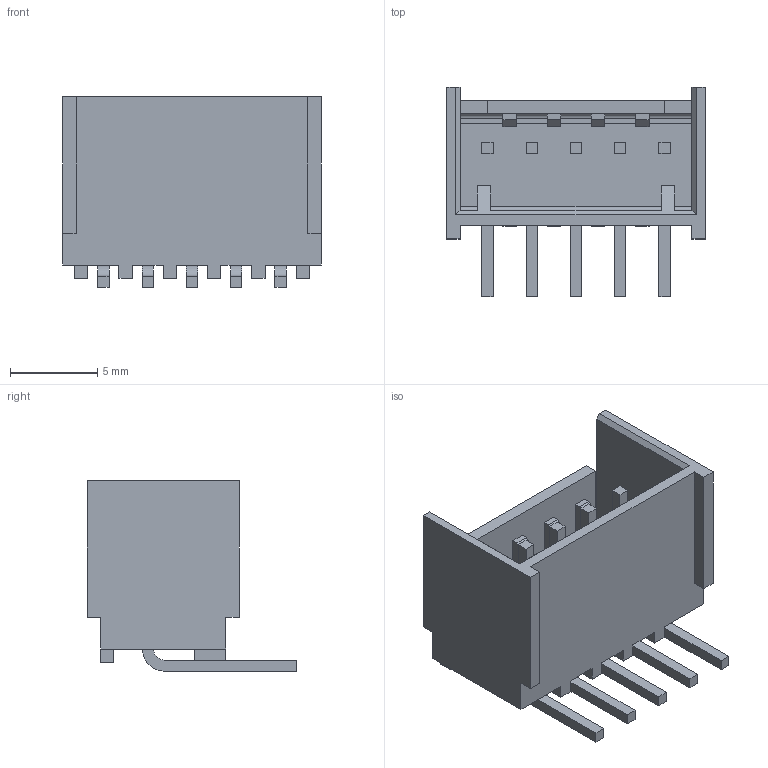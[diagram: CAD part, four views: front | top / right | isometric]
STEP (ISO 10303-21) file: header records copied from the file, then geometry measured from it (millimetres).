
FILE_DESCRIPTION((''),'2;1');
FILE_NAME('C-2-644803-5','2013-12-31T',('workeradm'),('Tyco Electronics Ltd.'),'PRO/ENGINEER BY PARAMETRIC TECHNOLOGY CORPORATION, 2013050','PRO/ENGINEER BY PARAMETRIC TECHNOLOGY CORPORATION, 2013050','');
FILE_SCHEMA(('AUTOMOTIVE_DESIGN { 1 0 10303 214 1 1 1 1 }'));
Length unit declared in the file: millimetre
Products named in the file (1): C-2-644803-5
Bounding box: 14.83 x 12.01 x 10.92 mm (x, y, z)
Volume: 482.2 mm3; surface area: 1174.9 mm2
Topology: 1 solids, 1 shells, 175 faces, 473 edges, 314 vertices
Faces by surface type: plane 161, cylinder 14
Entity records: 5579 total; most frequent: CARTESIAN_POINT 964, ORIENTED_EDGE 946, DIRECTION 851, EDGE_CURVE 473, VECTOR 445, LINE 445, VERTEX_POINT 314, AXIS2_PLACEMENT_3D 203
